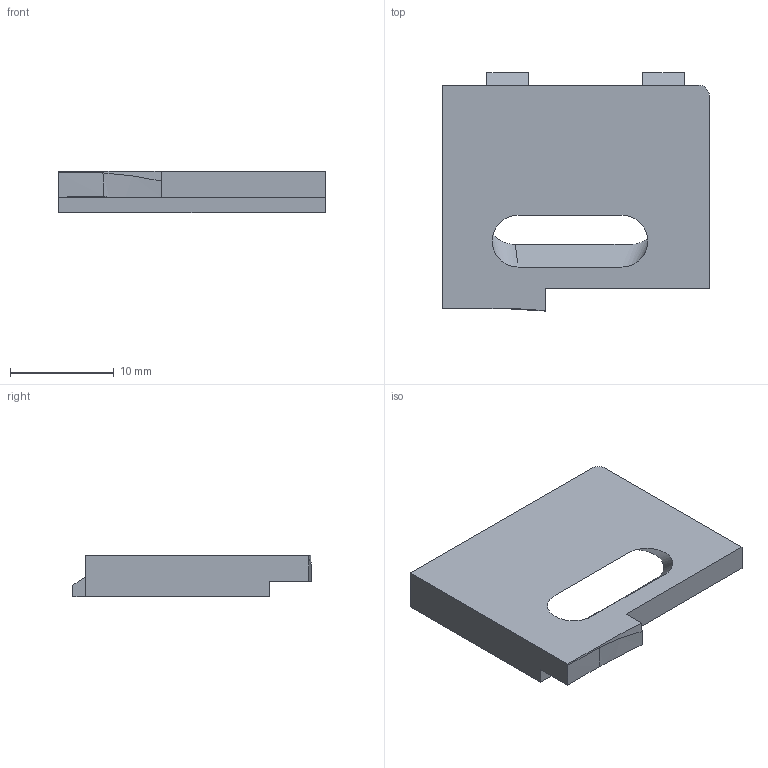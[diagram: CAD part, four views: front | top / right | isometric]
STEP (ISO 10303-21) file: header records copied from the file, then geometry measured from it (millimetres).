
FILE_DESCRIPTION (( 'STEP AP203' ), '1' );
FILE_NAME ('Speaker Cover Right REF2007.STEP', '2025-11-29T16:59:57', ( '' ), ( '' ), 'SwSTEP 2.0', 'SolidWorks 2025', '' );
FILE_SCHEMA (( 'CONFIG_CONTROL_DESIGN' ));
Length unit declared in the file: millimetre
Products named in the file (1): Speaker Cover Right REF2007
Bounding box: 25.65 x 22.93 x 4 mm (x, y, z)
Volume: 1281.2 mm3; surface area: 1546.5 mm2
Topology: 1 solids, 1 shells, 42 faces, 107 edges, 69 vertices
Faces by surface type: plane 37, bspline 4, cylinder 1
Entity records: 1504 total; most frequent: CARTESIAN_POINT 433, ORIENTED_EDGE 214, DIRECTION 181, EDGE_CURVE 107, VECTOR 95, LINE 95, VERTEX_POINT 69, EDGE_LOOP 46
